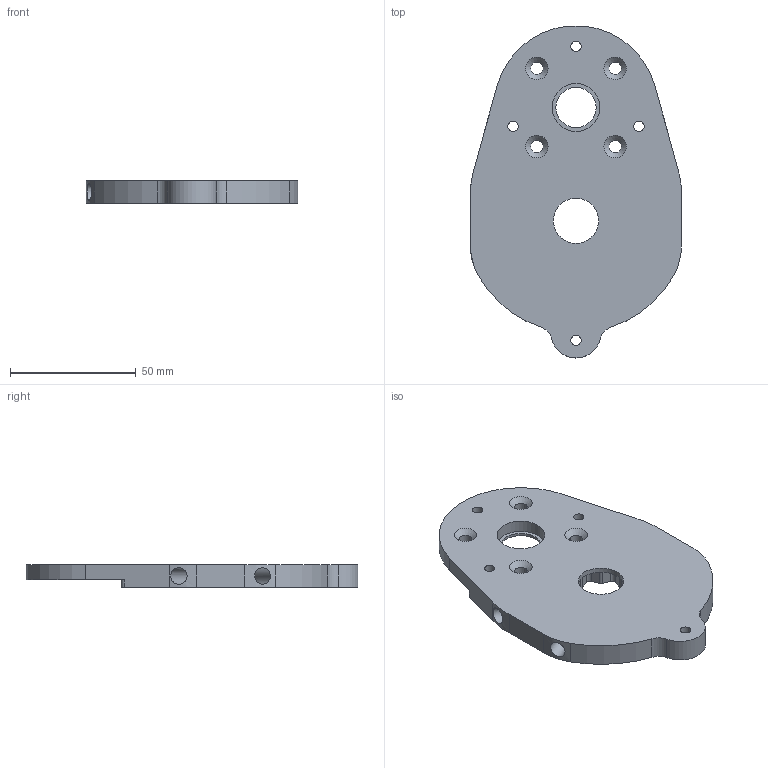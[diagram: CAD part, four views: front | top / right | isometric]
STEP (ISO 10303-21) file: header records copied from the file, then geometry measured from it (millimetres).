
FILE_DESCRIPTION(/* description */ ('Cage Réducteur Droit 15_45'),/* implementation_level */ '2;1');
FILE_NAME(/* name */ '101 Cage Réducteur Droit 15_45 IndA.stp',/* time_stamp */ '2022-05-13T22:30:20+02:00',/* author */ ('Feuille'),/* organization */ ('ACTIA'),/* preprocessor_version */ 'ST-DEVELOPER v17',/* originating_system */ 'Autodesk Inventor 2019',/* authorisation */ '');
FILE_SCHEMA (('AUTOMOTIVE_DESIGN { 1 0 10303 214 3 1 1 }'));
Length unit declared in the file: millimetre
Products named in the file (1): 101 
Bounding box: 84 x 131.88 x 9 mm (x, y, z)
Volume: 57519.5 mm3; surface area: 21593.1 mm2
Topology: 1 solids, 1 shells, 77 faces, 230 edges, 157 vertices
Faces by surface type: cylinder 46, plane 27, cone 4
Full cylindrical faces by diameter (mm): 4.13 x4, 4.92 x2, 5 x4, 6.5 x2, 16 x1, 18 x1, 19 x1
Entity records: 2838 total; most frequent: CARTESIAN_POINT 588, DIRECTION 479, ORIENTED_EDGE 460, EDGE_CURVE 230, AXIS2_PLACEMENT_3D 182, VERTEX_POINT 157, LINE 115, VECTOR 115
